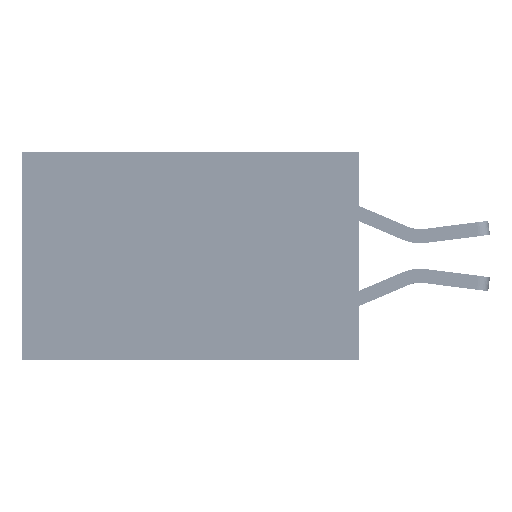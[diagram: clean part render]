
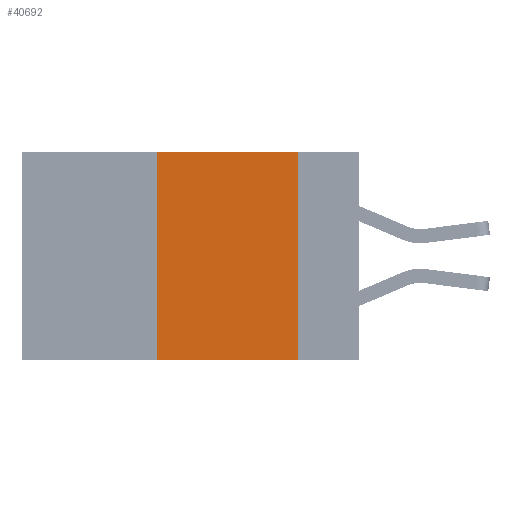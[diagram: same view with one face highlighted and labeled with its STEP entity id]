
A CAD part, left-side view. The second image highlights one B-rep face of the part: STEP entity #40692.
In plain terms, the highlighted planar face has unit normal (-1, 0, 0).
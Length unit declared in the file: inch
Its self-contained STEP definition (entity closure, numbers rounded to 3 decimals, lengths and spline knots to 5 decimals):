
#3576 = VECTOR ( 'NONE', #18496, 39.37008 ) ;
#3604 = DIRECTION ( 'NONE',  ( 0., 0., 1. ) ) ;
#3631 = ORIENTED_EDGE ( 'NONE', *, *, #49366, .F. ) ;
#8814 = VERTEX_POINT ( 'NONE', #31654 ) ;
#9877 = LINE ( 'NONE', #25125, #29050 ) ;
#9916 = PLANE ( 'NONE',  #30930 ) ;
#10652 = DIRECTION ( 'NONE',  ( 1., 0., 0. ) ) ;
#10772 = VERTEX_POINT ( 'NONE', #36353 ) ;
#10990 = CARTESIAN_POINT ( 'NONE',  ( 0., 0.6, 0. ) ) ;
#13080 = EDGE_CURVE ( 'NONE', #8814, #10772, #30663, .T. ) ;
#14502 = LINE ( 'NONE', #10990, #3576 ) ;
#15627 = VERTEX_POINT ( 'NONE', #47187 ) ;
#16097 = DIRECTION ( 'NONE',  ( 0., -1., 0. ) ) ;
#18287 = VECTOR ( 'NONE', #16097, 39.37008 ) ;
#18496 = DIRECTION ( 'NONE',  ( 0., -1., 0. ) ) ;
#19839 = CARTESIAN_POINT ( 'NONE',  ( 0., 0.6, -0.37 ) ) ;
#21379 = DIRECTION ( 'NONE',  ( 0., 0., -1. ) ) ;
#22156 = DIRECTION ( 'NONE',  ( 0., 0., -1. ) ) ;
#23231 = VECTOR ( 'NONE', #3604, 39.37008 ) ;
#24332 = EDGE_CURVE ( 'NONE', #15627, #10772, #9877, .T. ) ;
#24641 = ORIENTED_EDGE ( 'NONE', *, *, #13080, .T. ) ;
#25125 = CARTESIAN_POINT ( 'NONE',  ( 0., 0.11, 0. ) ) ;
#29050 = VECTOR ( 'NONE', #21379, 39.37008 ) ;
#30663 = LINE ( 'NONE', #19839, #18287 ) ;
#30930 = AXIS2_PLACEMENT_3D ( 'NONE', #49216, #10652, #22156 ) ;
#31654 = CARTESIAN_POINT ( 'NONE',  ( 0., 0.36, -0.37 ) ) ;
#34445 = LINE ( 'NONE', #40976, #23231 ) ;
#36353 = CARTESIAN_POINT ( 'NONE',  ( 0., 0.11, -0.37 ) ) ;
#37444 = EDGE_LOOP ( 'NONE', ( #39397, #38224, #3631, #24641 ) ) ;
#38224 = ORIENTED_EDGE ( 'NONE', *, *, #38524, .F. ) ;
#38524 = EDGE_CURVE ( 'NONE', #41693, #15627, #14502, .T. ) ;
#39397 = ORIENTED_EDGE ( 'NONE', *, *, #24332, .F. ) ;
#40692 = ADVANCED_FACE ( 'NONE', ( #44260 ), #9916, .F. ) ;
#40976 = CARTESIAN_POINT ( 'NONE',  ( 0., 0.36, 0. ) ) ;
#41693 = VERTEX_POINT ( 'NONE', #44869 ) ;
#44260 = FACE_OUTER_BOUND ( 'NONE', #37444, .T. ) ;
#44869 = CARTESIAN_POINT ( 'NONE',  ( 0., 0.36, 0. ) ) ;
#47187 = CARTESIAN_POINT ( 'NONE',  ( 0., 0.11, 0. ) ) ;
#49216 = CARTESIAN_POINT ( 'NONE',  ( 0., 0.6, 0. ) ) ;
#49366 = EDGE_CURVE ( 'NONE', #8814, #41693, #34445, .T. ) ;
